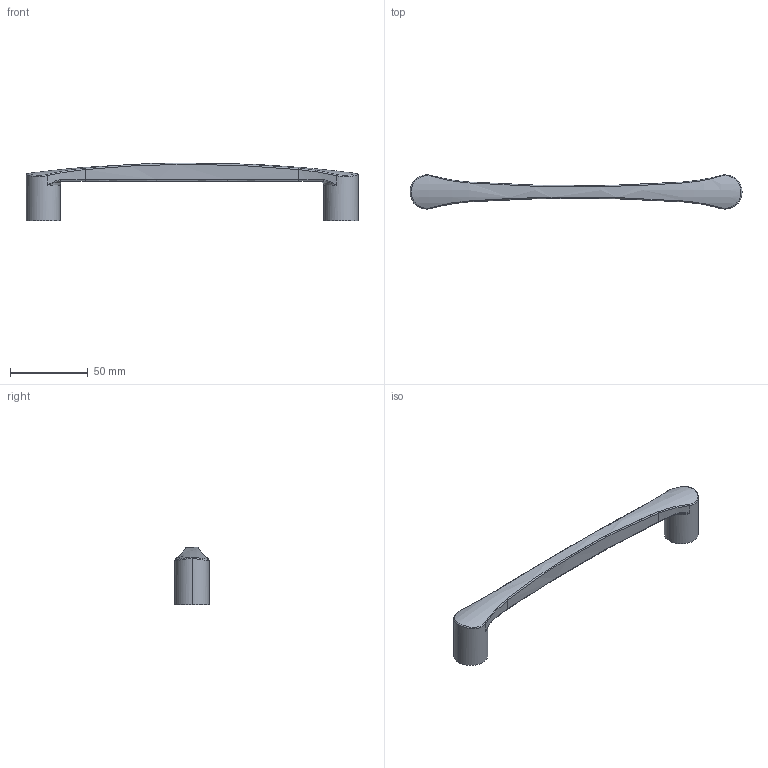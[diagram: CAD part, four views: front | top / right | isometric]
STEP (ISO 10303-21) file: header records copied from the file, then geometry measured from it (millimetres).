
FILE_DESCRIPTION(('Creo Elements/Direct Modeling STEP Export'),'2;1');
FILE_NAME('1013-215.stp','2024-09-11T 8:23:30',(''),(''),'Creo Elements/Direct Modeling STEP processor for AP214 (Solid Model)','Creo Elements/Direct Modeling 20.0 12-Nov-2016 (C) Parametric Technology GmbH','');
FILE_SCHEMA(('AUTOMOTIVE_DESIGN { 1 0 10303 214 1 1 1 1 }'));
Length unit declared in the file: millimetre
Products named in the file (1): ZN-9560
Bounding box: 214 x 22 x 37.31 mm (x, y, z)
Volume: 41703.1 mm3; surface area: 12710.3 mm2
Topology: 1 solids, 1 shells, 48 faces, 112 edges, 63 vertices
Faces by surface type: cylinder 18, bspline 13, torus 8, plane 5, cone 4
Entity records: 6691 total; most frequent: CARTESIAN_POINT 5757, ORIENTED_EDGE 210, DIRECTION 148, EDGE_CURVE 105, VERTEX_POINT 63, AXIS2_PLACEMENT_3D 62, EDGE_LOOP 52, FACE_OUTER_BOUND 48
